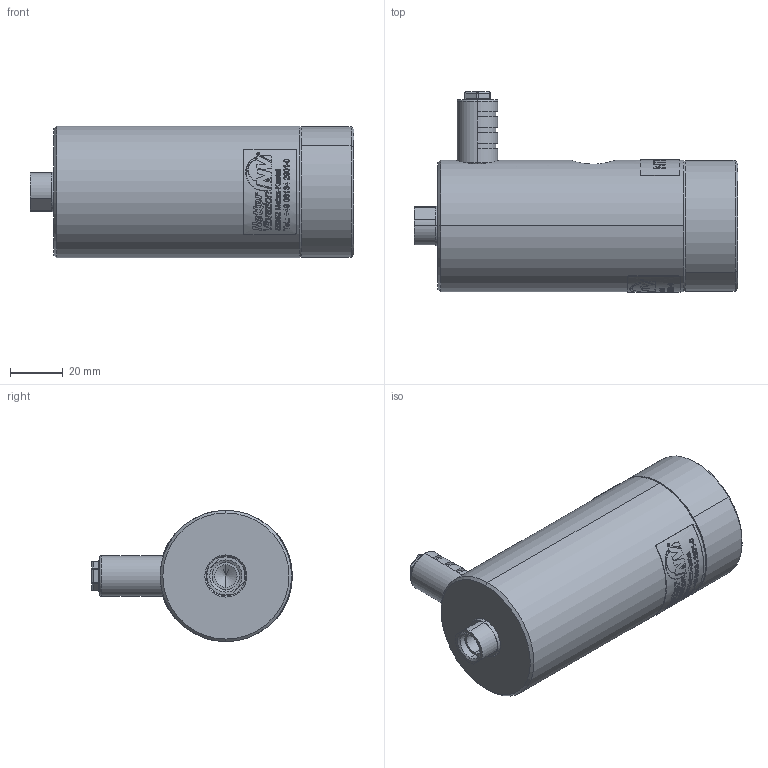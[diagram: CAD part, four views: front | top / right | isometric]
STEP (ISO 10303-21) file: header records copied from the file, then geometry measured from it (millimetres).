
FILE_DESCRIPTION (( 'STEP AP214' ), '1' );
FILE_NAME ('NTK 15 X #03315000.STEP', '2022-01-27T10:55:42', ( '' ), ( '' ), 'SwSTEP 2.0', 'SolidWorks 2015', '' );
FILE_SCHEMA (( 'AUTOMOTIVE_DESIGN' ));
Length unit declared in the file: millimetre
Products named in the file (1): NTK 15 X #03315000
Bounding box: 123 x 76.2 x 50 mm (x, y, z)
Volume: 223982.6 mm3; surface area: 44618.1 mm2
Topology: 11 solids, 11 shells, 397 faces, 1512 edges, 1225 vertices
Faces by surface type: cylinder 201, plane 109, cone 52, torus 27, sphere 8
Entity records: 25766 total; most frequent: CARTESIAN_POINT 11820, ORIENTED_EDGE 2968, DIRECTION 2188, EDGE_CURVE 1484, VERTEX_POINT 1225, AXIS2_PLACEMENT_3D 886, B_SPLINE_CURVE_WITH_KNOTS 580, EDGE_LOOP 523
